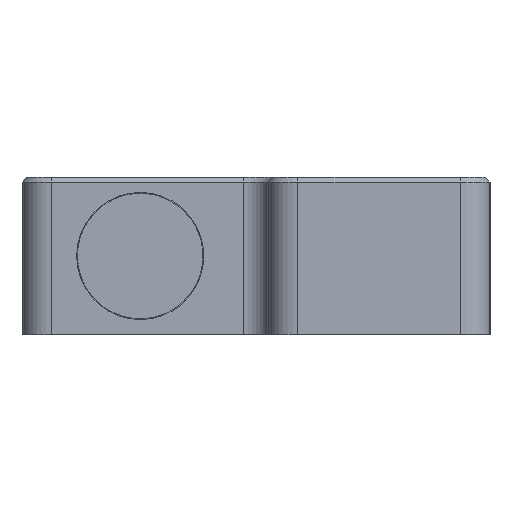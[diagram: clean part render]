
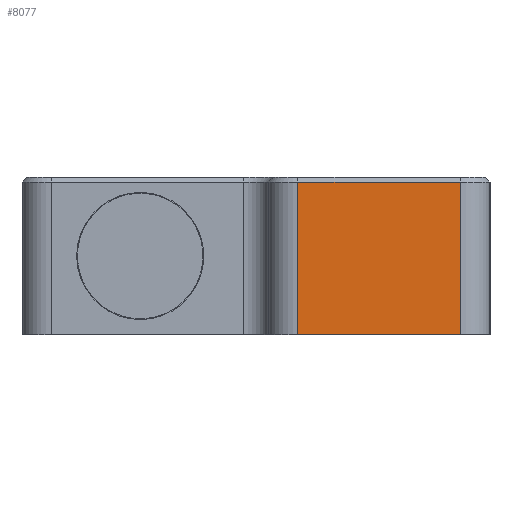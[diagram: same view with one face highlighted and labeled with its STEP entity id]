
A CAD part, left-side view. The second image highlights one B-rep face of the part: STEP entity #8077.
In plain terms, the highlighted planar face has unit normal (-1, 0, 0).
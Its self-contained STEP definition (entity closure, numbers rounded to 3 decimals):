
#1095=LINE('',#14305,#1689);
#1099=LINE('',#14436,#1693);
#1100=LINE('',#14439,#1694);
#1101=LINE('',#14440,#1695);
#1689=VECTOR('',#10068,10.);
#1693=VECTOR('',#10240,10.);
#1694=VECTOR('',#10243,10.);
#1695=VECTOR('',#10244,10.);
#2290=FACE_OUTER_BOUND('',#2884,.T.);
#2884=EDGE_LOOP('',(#6938,#6939,#6940,#6941));
#3808=VERTEX_POINT('',#14302);
#3809=VERTEX_POINT('',#14304);
#3852=VERTEX_POINT('',#14434);
#3853=VERTEX_POINT('',#14438);
#4845=EDGE_CURVE('',#3809,#3808,#1095,.T.);
#4891=EDGE_CURVE('',#3852,#3809,#1099,.T.);
#4892=EDGE_CURVE('',#3852,#3853,#1100,.T.);
#4893=EDGE_CURVE('',#3853,#3808,#1101,.T.);
#6938=ORIENTED_EDGE('',*,*,#4892,.F.);
#6939=ORIENTED_EDGE('',*,*,#4891,.T.);
#6940=ORIENTED_EDGE('',*,*,#4845,.T.);
#6941=ORIENTED_EDGE('',*,*,#4893,.F.);
#7223=PLANE('',#8620);
#8077=ADVANCED_FACE('',(#2290),#7223,.T.);
#8620=AXIS2_PLACEMENT_3D('',#14437,#10241,#10242);
#10068=DIRECTION('',(0.,-1.,0.));
#10240=DIRECTION('',(0.,0.,-1.));
#10241=DIRECTION('center_axis',(-1.,0.,0.));
#10242=DIRECTION('ref_axis',(0.,1.,0.));
#10243=DIRECTION('',(0.,-1.,0.));
#10244=DIRECTION('',(0.,0.,-1.));
#14302=CARTESIAN_POINT('',(-341.,-109.,7.));
#14304=CARTESIAN_POINT('',(-341.,-76.,7.));
#14305=CARTESIAN_POINT('',(-341.,-44.103,7.));
#14434=CARTESIAN_POINT('',(-341.,-76.,38.));
#14436=CARTESIAN_POINT('',(-341.,-76.,44.));
#14437=CARTESIAN_POINT('Origin',(-341.,-109.,44.));
#14438=CARTESIAN_POINT('',(-341.,-109.,38.));
#14439=CARTESIAN_POINT('',(-341.,-124.866,38.));
#14440=CARTESIAN_POINT('',(-341.,-109.,44.));
